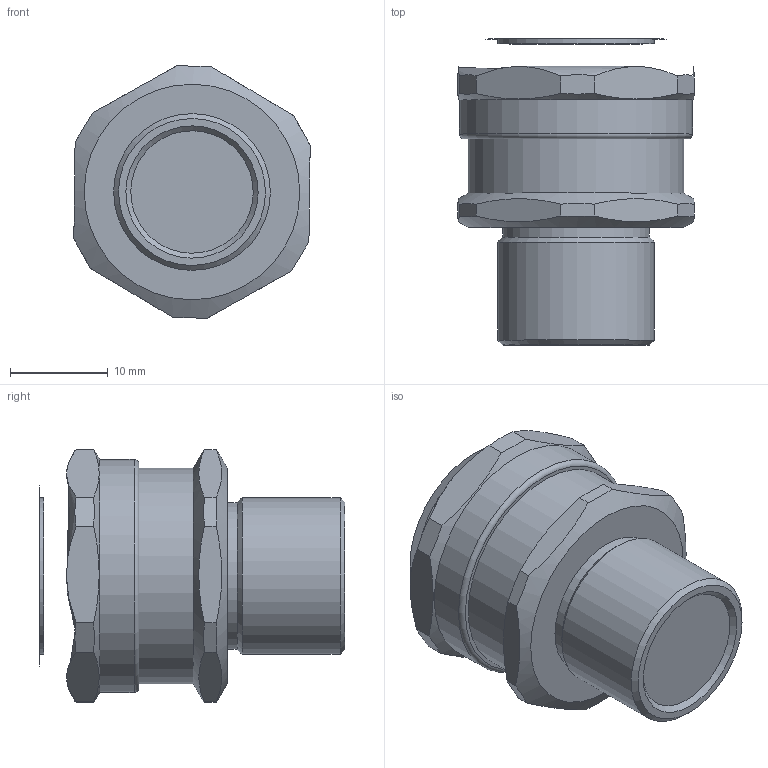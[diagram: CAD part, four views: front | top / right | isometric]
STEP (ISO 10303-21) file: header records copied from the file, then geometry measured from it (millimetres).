
FILE_DESCRIPTION(/* description */ (''),/* implementation_level */ '2;1');
FILE_NAME(/* name */ '',/* time_stamp */ '2023-10-04T09:26:40+07:00',/* author */ ('zeta-09'),/* organization */ (''),/* preprocessor_version */ 'ST-DEVELOPER v19.2',/* originating_system */ 'Autodesk Inventor 2024',/* authorisation */ '');
FILE_SCHEMA (('AUTOMOTIVE_DESIGN { 1 0 10303 214 3 1 1 }'));
Length unit declared in the file: millimetre
Products named in the file (1): Деталь1
Bounding box: 24.12 x 31.23 x 25.75 mm (x, y, z)
Volume: 10329.2 mm3; surface area: 2993.9 mm2
Topology: 1 solids, 1 shells, 43 faces, 106 edges, 69 vertices
Faces by surface type: plane 30, cone 7, cylinder 5, torus 1
Full cylindrical faces by diameter (mm): 15 x1, 16 x2, 22 x1, 23.8 x1
Entity records: 1308 total; most frequent: CARTESIAN_POINT 323, ORIENTED_EDGE 212, DIRECTION 160, EDGE_CURVE 106, VERTEX_POINT 69, AXIS2_PLACEMENT_3D 62, EDGE_LOOP 47, FACE_OUTER_BOUND 43
